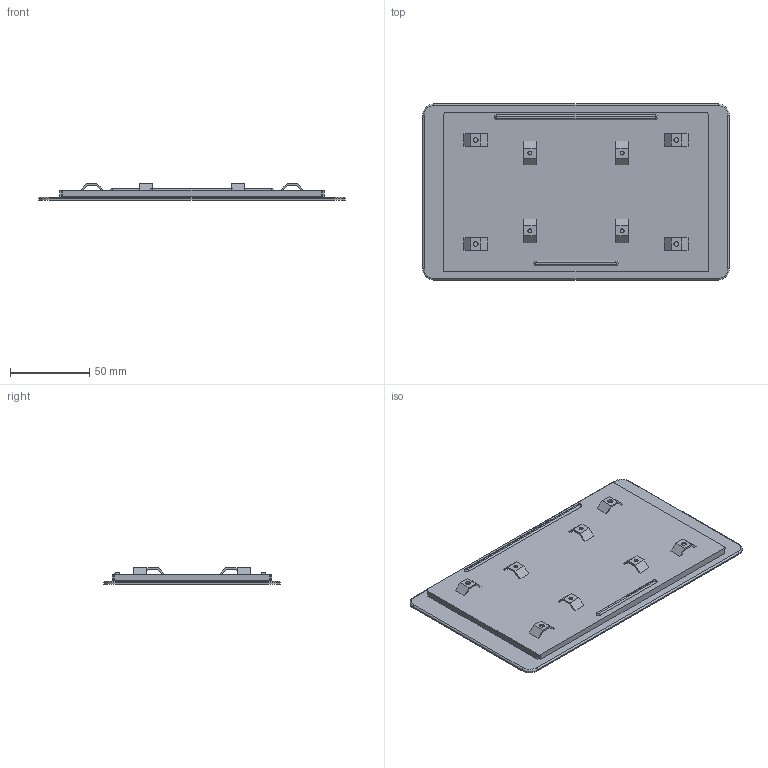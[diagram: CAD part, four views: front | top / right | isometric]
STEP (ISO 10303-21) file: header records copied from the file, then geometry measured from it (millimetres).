
FILE_DESCRIPTION(('FreeCAD Model'),'2;1');
FILE_NAME('Open CASCADE Shape Model','2021-09-23T11:44:30',('Author'),( ''),'Open CASCADE STEP processor 7.4','FreeCAD','Unknown');
FILE_SCHEMA(('AUTOMOTIVE_DESIGN { 1 0 10303 214 1 1 1 1 }'));
Length unit declared in the file: millimetre
Products named in the file (4): Assy_Rpi_Touchscreen; Cadre_001; Ecran_001; Chassis_001
Assembly tree (3 placements, depth 2):
  Assy_Rpi_Touchscreen
    Cadre_001
    Ecran_001
    Chassis_001
Bounding box: 192.96 x 110.76 x 10.3 mm (x, y, z)
Volume: 56522.7 mm3; surface area: 84151.4 mm2
Topology: 3 solids, 3 shells, 142 faces, 382 edges, 248 vertices
Faces by surface type: plane 108, cylinder 26, torus 4, revolution 4
Full cylindrical faces by diameter (mm): 2.5 x4, 3 x4
Entity records: 9582 total; most frequent: CARTESIAN_POINT 1732, DIRECTION 1442, LINE 1018, VECTOR 1018, ORIENTED_EDGE 764, PCURVE 764, DEFINITIONAL_REPRESENTATION 764, EDGE_CURVE 382
